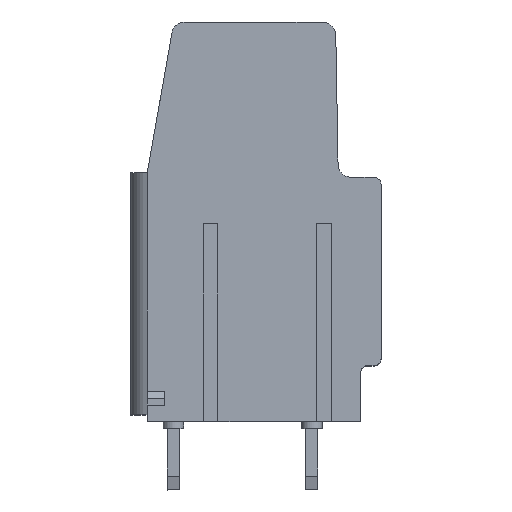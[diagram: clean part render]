
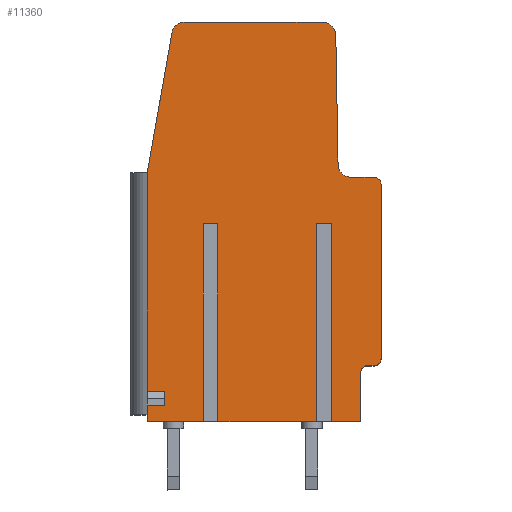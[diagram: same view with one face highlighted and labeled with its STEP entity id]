
A CAD part, top view. The second image highlights one B-rep face of the part: STEP entity #11360.
In plain terms, the highlighted face is planar.
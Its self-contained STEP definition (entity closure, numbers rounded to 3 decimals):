
#7460=CARTESIAN_POINT('',(0.,88.901,
-4.98));
#7470=DIRECTION('',(-1.,0.,0.));
#7480=VECTOR('',#7470,1.);
#7490=LINE('',#7460,#7480);
#7500=CARTESIAN_POINT('',(-150.361,88.901,
-4.98));
#7510=VERTEX_POINT('',#7500);
#7520=CARTESIAN_POINT('',(-151.611,88.901,
-4.98));
#7530=VERTEX_POINT('',#7520);
#7540=EDGE_CURVE('',#7510,#7530,#7490,.T.);
#8710=CARTESIAN_POINT('',(-151.611,0.,
-4.98));
#8720=DIRECTION('',(0.,1.,0.));
#8730=VECTOR('',#8720,1.);
#8740=LINE('',#8710,#8730);
#8750=CARTESIAN_POINT('',(-151.611,87.881,
-4.98));
#8760=VERTEX_POINT('',#8750);
#8770=EDGE_CURVE('',#8760,#7530,#8740,.T.);
#9350=CARTESIAN_POINT('',(0.,0.,-4.98));
#9360=DIRECTION('',(0.,0.,1.));
#9370=DIRECTION('',(1.,0.,0.));
#9380=AXIS2_PLACEMENT_3D('',#9350,#9360,#9370);
#9390=PLANE('',#9380);
#9400=CARTESIAN_POINT('',(-163.189,114.981,
-4.98));
#9410=DIRECTION('',(0.,0.,1.));
#9420=DIRECTION('',(1.,0.,0.));
#9430=AXIS2_PLACEMENT_3D('',#9400,#9410,#9420);
#9440=CIRCLE('',#9430,1.);
#9450=CARTESIAN_POINT('',(-163.189,115.981,
-4.98));
#9460=VERTEX_POINT('',#9450);
#9470=CARTESIAN_POINT('',(-164.188,114.998,
-4.98));
#9480=VERTEX_POINT('',#9470);
#9490=EDGE_CURVE('',#9460,#9480,#9440,.T.);
#9500=ORIENTED_EDGE('',*,*,#9490,.F.);
#9510=CARTESIAN_POINT('',(-166.196,0.,-4.98));
#9520=DIRECTION('',(0.017,1.,0.));
#9530=VECTOR('',#9520,1.);
#9540=LINE('',#9510,#9530);
#9550=CARTESIAN_POINT('',(-164.353,105.564,
-4.98));
#9560=VERTEX_POINT('',#9550);
#9570=EDGE_CURVE('',#9560,#9480,#9540,.T.);
#9580=ORIENTED_EDGE('',*,*,#9570,.T.);
#9590=CARTESIAN_POINT('',(-165.353,105.581,
-4.98));
#9600=DIRECTION('',(0.,0.,-1.));
#9610=DIRECTION('',(-1.,0.,0.));
#9620=AXIS2_PLACEMENT_3D('',#9590,#9600,#9610);
#9630=CIRCLE('',#9620,1.);
#9640=CARTESIAN_POINT('',(-165.353,104.581,
-4.98));
#9650=VERTEX_POINT('',#9640);
#9660=EDGE_CURVE('',#9560,#9650,#9630,.T.);
#9670=ORIENTED_EDGE('',*,*,#9660,.F.);
#9680=CARTESIAN_POINT('',(0.,104.581,-4.98));
#9690=DIRECTION('',(1.,0.,0.));
#9700=VECTOR('',#9690,1.);
#9710=LINE('',#9680,#9700);
#9720=CARTESIAN_POINT('',(-167.011,104.581,
-4.98));
#9730=VERTEX_POINT('',#9720);
#9740=EDGE_CURVE('',#9730,#9650,#9710,.T.);
#9750=ORIENTED_EDGE('',*,*,#9740,.T.);
#9760=CARTESIAN_POINT('',(-167.011,104.081,
-4.98));
#9770=DIRECTION('',(0.,0.,1.));
#9780=DIRECTION('',(1.,0.,0.));
#9790=AXIS2_PLACEMENT_3D('',#9760,#9770,#9780);
#9800=CIRCLE('',#9790,0.5);
#9810=CARTESIAN_POINT('',(-167.511,104.081,
-4.98));
#9820=VERTEX_POINT('',#9810);
#9830=EDGE_CURVE('',#9730,#9820,#9800,.T.);
#9840=ORIENTED_EDGE('',*,*,#9830,.F.);
#9850=CARTESIAN_POINT('',(-167.511,0.,
-4.98));
#9860=DIRECTION('',(0.,1.,0.));
#9870=VECTOR('',#9860,1.);
#9880=LINE('',#9850,#9870);
#9890=CARTESIAN_POINT('',(-167.511,91.281,
-4.98));
#9900=VERTEX_POINT('',#9890);
#9910=EDGE_CURVE('',#9900,#9820,#9880,.T.);
#9920=ORIENTED_EDGE('',*,*,#9910,.T.);
#9930=CARTESIAN_POINT('',(-167.011,91.281,
-4.98));
#9940=DIRECTION('',(0.,0.,1.));
#9950=DIRECTION('',(1.,0.,0.));
#9960=AXIS2_PLACEMENT_3D('',#9930,#9940,#9950);
#9970=CIRCLE('',#9960,0.5);
#9980=CARTESIAN_POINT('',(-167.011,90.781,
-4.98));
#9990=VERTEX_POINT('',#9980);
#10000=EDGE_CURVE('',#9900,#9990,#9970,.T.);
#10010=ORIENTED_EDGE('',*,*,#10000,.F.);
#10020=CARTESIAN_POINT('',(0.,90.781,-4.98));
#10030=DIRECTION('',(-1.,0.,0.));
#10040=VECTOR('',#10030,1.);
#10050=LINE('',#10020,#10040);
#10060=CARTESIAN_POINT('',(-166.511,90.781,
-4.98));
#10070=VERTEX_POINT('',#10060);
#10080=EDGE_CURVE('',#10070,#9990,#10050,.T.);
#10090=ORIENTED_EDGE('',*,*,#10080,.T.);
#10100=CARTESIAN_POINT('',(-166.511,90.281,
-4.98));
#10110=DIRECTION('',(0.,0.,1.));
#10120=DIRECTION('',(1.,0.,0.));
#10130=AXIS2_PLACEMENT_3D('',#10100,#10110,#10120);
#10140=CIRCLE('',#10130,0.5);
#10150=CARTESIAN_POINT('',(-166.011,90.281,
-4.98));
#10160=VERTEX_POINT('',#10150);
#10170=EDGE_CURVE('',#10160,#10070,#10140,.T.);
#10180=ORIENTED_EDGE('',*,*,#10170,.T.);
#10190=CARTESIAN_POINT('',(-166.011,0.,
-4.98));
#10200=DIRECTION('',(0.,1.,0.));
#10210=VECTOR('',#10200,1.);
#10220=LINE('',#10190,#10210);
#10230=CARTESIAN_POINT('',(-166.011,86.681,
-4.98));
#10240=VERTEX_POINT('',#10230);
#10250=EDGE_CURVE('',#10240,#10160,#10220,.T.);
#10260=ORIENTED_EDGE('',*,*,#10250,.T.);
#10270=CARTESIAN_POINT('',(0.,86.681,-4.98));
#10280=DIRECTION('',(-1.,0.,0.));
#10290=VECTOR('',#10280,1.);
#10300=LINE('',#10270,#10290);
#10310=CARTESIAN_POINT('',(-163.621,86.681,
-4.98));
#10320=VERTEX_POINT('',#10310);
#10330=EDGE_CURVE('',#10320,#10240,#10300,.T.);
#10340=ORIENTED_EDGE('',*,*,#10330,.T.);
#10350=CARTESIAN_POINT('',(-163.621,0.,
-4.98));
#10360=DIRECTION('',(0.,-1.,0.));
#10370=VECTOR('',#10360,1.);
#10380=LINE('',#10350,#10370);
#10390=CARTESIAN_POINT('',(-163.621,101.181,
-4.98));
#10400=VERTEX_POINT('',#10390);
#10410=EDGE_CURVE('',#10400,#10320,#10380,.T.);
#10420=ORIENTED_EDGE('',*,*,#10410,.T.);
#10430=CARTESIAN_POINT('',(0.,101.181,-4.98));
#10440=DIRECTION('',(1.,0.,0.));
#10450=VECTOR('',#10440,1.);
#10460=LINE('',#10430,#10450);
#10470=CARTESIAN_POINT('',(-163.,101.181,
-4.98));
#10480=VERTEX_POINT('',#10470);
#10490=EDGE_CURVE('',#10400,#10480,#10460,.T.);
#10500=ORIENTED_EDGE('',*,*,#10490,.F.);
#10510=CARTESIAN_POINT('',(-163.,0.,
-4.98));
#10520=DIRECTION('',(0.,1.,0.));
#10530=VECTOR('',#10520,1.);
#10540=LINE('',#10510,#10530);
#10550=CARTESIAN_POINT('',(-163.,86.681,
-4.98));
#10560=VERTEX_POINT('',#10550);
#10570=EDGE_CURVE('',#10560,#10480,#10540,.T.);
#10580=ORIENTED_EDGE('',*,*,#10570,.T.);
#10590=CARTESIAN_POINT('',(-155.321,86.681,
-4.98));
#10600=VERTEX_POINT('',#10590);
#10610=EDGE_CURVE('',#10600,#10560,#10300,.T.);
#10620=ORIENTED_EDGE('',*,*,#10610,.T.);
#10630=CARTESIAN_POINT('',(-155.321,0.,
-4.98));
#10640=DIRECTION('',(0.,-1.,0.));
#10650=VECTOR('',#10640,1.);
#10660=LINE('',#10630,#10650);
#10670=CARTESIAN_POINT('',(-155.321,101.181,
-4.98));
#10680=VERTEX_POINT('',#10670);
#10690=EDGE_CURVE('',#10680,#10600,#10660,.T.);
#10700=ORIENTED_EDGE('',*,*,#10690,.T.);
#10710=CARTESIAN_POINT('',(0.,101.181,-4.98));
#10720=DIRECTION('',(1.,0.,0.));
#10730=VECTOR('',#10720,1.);
#10740=LINE('',#10710,#10730);
#10750=CARTESIAN_POINT('',(-154.7,101.181,
-4.98));
#10760=VERTEX_POINT('',#10750);
#10770=EDGE_CURVE('',#10680,#10760,#10740,.T.);
#10780=ORIENTED_EDGE('',*,*,#10770,.F.);
#10790=CARTESIAN_POINT('',(-154.7,0.,
-4.98));
#10800=DIRECTION('',(0.,1.,0.));
#10810=VECTOR('',#10800,1.);
#10820=LINE('',#10790,#10810);
#10830=CARTESIAN_POINT('',(-154.7,86.681,
-4.98));
#10840=VERTEX_POINT('',#10830);
#10850=EDGE_CURVE('',#10840,#10760,#10820,.T.);
#10860=ORIENTED_EDGE('',*,*,#10850,.T.);
#10870=CARTESIAN_POINT('',(-150.361,86.681,
-4.98));
#10880=VERTEX_POINT('',#10870);
#10890=EDGE_CURVE('',#10880,#10840,#10300,.T.);
#10900=ORIENTED_EDGE('',*,*,#10890,.T.);
#10910=CARTESIAN_POINT('',(-150.361,0.,
-4.98));
#10920=DIRECTION('',(0.,-1.,0.));
#10930=VECTOR('',#10920,1.);
#10940=LINE('',#10910,#10930);
#10950=CARTESIAN_POINT('',(-150.361,87.881,
-4.98));
#10960=VERTEX_POINT('',#10950);
#10970=EDGE_CURVE('',#10960,#10880,#10940,.T.);
#10980=ORIENTED_EDGE('',*,*,#10970,.T.);
#10990=CARTESIAN_POINT('',(0.,87.881,-4.98));
#11000=DIRECTION('',(1.,0.,0.));
#11010=VECTOR('',#11000,1.);
#11020=LINE('',#10990,#11010);
#11030=EDGE_CURVE('',#8760,#10960,#11020,.T.);
#11040=ORIENTED_EDGE('',*,*,#11030,.T.);
#11050=ORIENTED_EDGE('',*,*,#8770,.F.);
#11060=ORIENTED_EDGE('',*,*,#7540,.T.);
#11070=CARTESIAN_POINT('',(-150.361,104.931,
-4.98));
#11080=VERTEX_POINT('',#11070);
#11090=EDGE_CURVE('',#11080,#7510,#10940,.T.);
#11100=ORIENTED_EDGE('',*,*,#11090,.T.);
#11110=CARTESIAN_POINT('',(-131.858,0.,
-4.98));
#11120=DIRECTION('',(0.174,-0.985,0.));
#11130=VECTOR('',#11120,1.);
#11140=LINE('',#11110,#11130);
#11150=CARTESIAN_POINT('',(-152.163,115.155,
-4.98));
#11160=VERTEX_POINT('',#11150);
#11170=EDGE_CURVE('',#11160,#11080,#11140,.T.);
#11180=ORIENTED_EDGE('',*,*,#11170,.T.);
#11190=CARTESIAN_POINT('',(-153.148,114.981,
-4.98));
#11200=DIRECTION('',(0.,0.,1.));
#11210=DIRECTION('',(0.,1.,0.));
#11220=AXIS2_PLACEMENT_3D('',#11190,#11200,#11210);
#11230=CIRCLE('',#11220,1.);
#11240=CARTESIAN_POINT('',(-153.148,115.981,
-4.98));
#11250=VERTEX_POINT('',#11240);
#11260=EDGE_CURVE('',#11160,#11250,#11230,.T.);
#11270=ORIENTED_EDGE('',*,*,#11260,.F.);
#11280=CARTESIAN_POINT('',(0.,115.981,-4.98));
#11290=DIRECTION('',(-1.,0.,0.));
#11300=VECTOR('',#11290,1.);
#11310=LINE('',#11280,#11300);
#11320=EDGE_CURVE('',#11250,#9460,#11310,.T.);
#11330=ORIENTED_EDGE('',*,*,#11320,.F.);
#11340=EDGE_LOOP('',(#11330,#11270,#11180,#11100,#11060,#11050,#11040,
#10980,#10900,#10860,#10780,#10700,#10620,#10580,#10500,#10420,#10340,
#10260,#10180,#10090,#10010,#9920,#9840,#9750,#9670,#9580,#9500));
#11350=FACE_OUTER_BOUND('',#11340,.T.);
#11360=ADVANCED_FACE('',(#11350),#9390,.F.);
